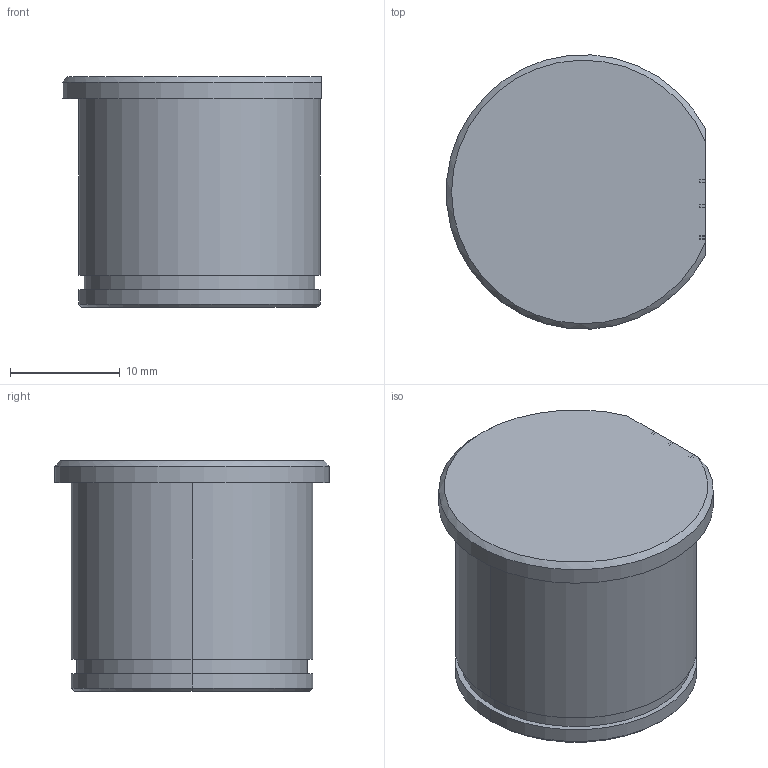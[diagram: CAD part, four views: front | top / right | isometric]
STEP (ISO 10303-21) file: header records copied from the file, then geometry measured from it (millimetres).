
FILE_DESCRIPTION(('Creo Elements/Direct Modeling STEP Export'),'2;1');
FILE_NAME('2002_Steckhülse_22x15.stp','2017-07-25T12:44:49',(''),(''),'Creo Elements/Direct Modeling STEP processor for AP214 (Solid Model)','Creo Elements/Direct Modeling 18.1E 22-Nov-2013 (C) Parametric Technology GmbH','');
FILE_SCHEMA(('AUTOMOTIVE_DESIGN { 1 0 10303 214 1 1 1 1 }'));
Length unit declared in the file: millimetre
Products named in the file (1): T1.2
Bounding box: 23.55 x 24.95 x 21 mm (x, y, z)
Volume: 8031.2 mm3; surface area: 2492.6 mm2
Topology: 1 solids, 1 shells, 234 faces, 652 edges, 434 vertices
Faces by surface type: plane 222, cylinder 7, cone 5
Entity records: 7350 total; most frequent: CARTESIAN_POINT 1334, ORIENTED_EDGE 1304, DIRECTION 1119, EDGE_CURVE 652, VECTOR 629, LINE 629, VERTEX_POINT 434, EDGE_LOOP 248
